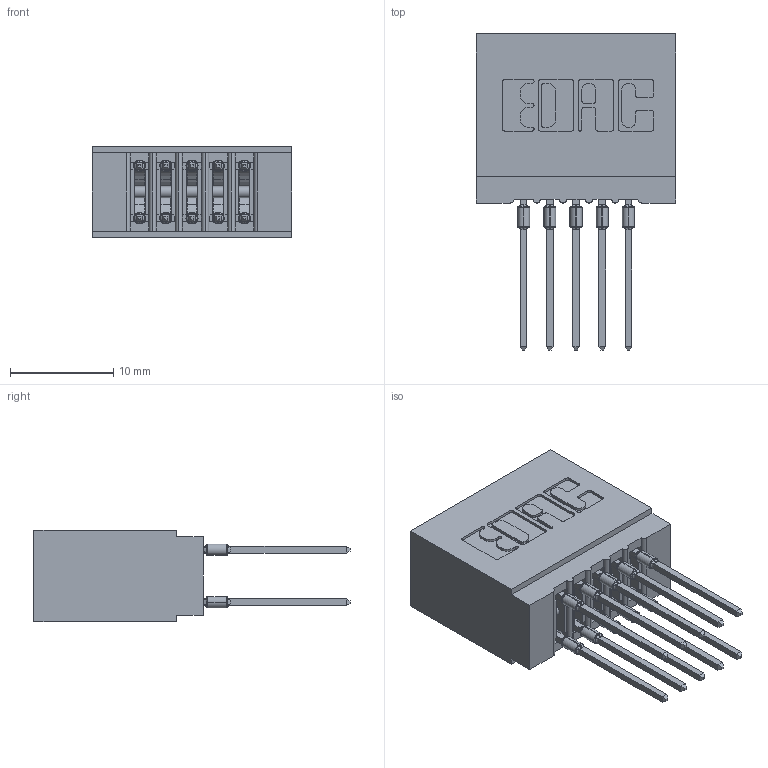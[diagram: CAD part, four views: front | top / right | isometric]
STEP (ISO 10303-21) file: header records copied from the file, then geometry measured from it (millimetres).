
FILE_DESCRIPTION (( 'STEP AP203' ), '1' );
FILE_NAME ('745-010-545-201.STEP', '2026-02-26T15:44:48', ( '' ), ( '' ), 'SwSTEP 2.0', 'SolidWorks 2023', '' );
FILE_SCHEMA (( 'CONFIG_CONTROL_DESIGN' ));
Length unit declared in the file: millimetre
Products named in the file (3): 745 Part_Insulator Option - 01; 745-292-001_545; 745-010-545-201
Assembly tree (11 placements, depth 2):
  745-010-545-201
    745 Part_Insulator Option - 01
    745-292-001_545  x10
Bounding box: 19.3 x 30.62 x 8.89 mm (x, y, z)
Volume: 1997.7 mm3; surface area: 3356.4 mm2
Topology: 11 solids, 11 shells, 990 faces, 2663 edges, 1682 vertices
Faces by surface type: plane 515, cylinder 215, bspline 200, torus 60
Entity records: 13469 total; most frequent: CARTESIAN_POINT 2851, ORIENTED_EDGE 2212, DIRECTION 1964, EDGE_CURVE 1106, VECTOR 894, LINE 894, VERTEX_POINT 710, AXIS2_PLACEMENT_3D 535
